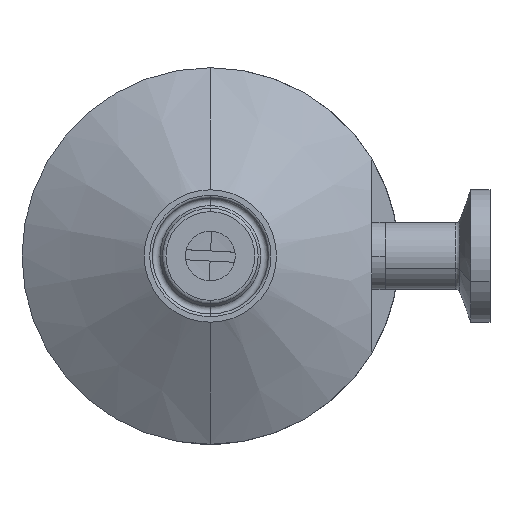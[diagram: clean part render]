
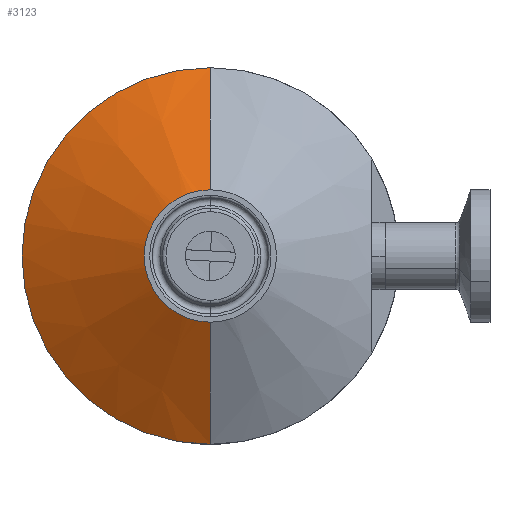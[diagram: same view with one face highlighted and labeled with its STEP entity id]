
A CAD part, front view. The second image highlights one B-rep face of the part: STEP entity #3123.
In plain terms, the highlighted conical face has half-angle 60 degrees and reference radius 35.56 mm.
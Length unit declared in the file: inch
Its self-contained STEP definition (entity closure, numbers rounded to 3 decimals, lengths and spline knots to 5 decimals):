
#199 = CARTESIAN_POINT ( 'NONE',  ( 0., 0.516, -0.375 ) ) ;
#544 = ORIENTED_EDGE ( 'NONE', *, *, #4160, .T. ) ;
#551 = CARTESIAN_POINT ( 'NONE',  ( 0., 1.10778, 1.4 ) ) ;
#610 = LINE ( 'NONE', #2188, #756 ) ;
#711 = DIRECTION ( 'NONE',  ( 0., 1., 0. ) ) ;
#756 = VECTOR ( 'NONE', #2657, 39.37008 ) ;
#784 = DIRECTION ( 'NONE',  ( 0., 0., 1. ) ) ;
#1269 = VERTEX_POINT ( 'NONE', #1697 ) ;
#1336 = DIRECTION ( 'NONE',  ( 0., 0.5, -0.866 ) ) ;
#1697 = CARTESIAN_POINT ( 'NONE',  ( 0., 0.516, 0.375 ) ) ;
#1828 = CARTESIAN_POINT ( 'NONE',  ( 0., 1.10778, 0. ) ) ;
#1829 = ORIENTED_EDGE ( 'NONE', *, *, #5247, .T. ) ;
#1859 = ORIENTED_EDGE ( 'NONE', *, *, #3070, .F. ) ;
#2144 = CARTESIAN_POINT ( 'NONE',  ( 0., 0.516, 0. ) ) ;
#2188 = CARTESIAN_POINT ( 'NONE',  ( 0., 1.10778, 1.4 ) ) ;
#2255 = CARTESIAN_POINT ( 'NONE',  ( 0., 1.10778, -1.4 ) ) ;
#2448 = ORIENTED_EDGE ( 'NONE', *, *, #5839, .F. ) ;
#2559 = LINE ( 'NONE', #4642, #3401 ) ;
#2657 = DIRECTION ( 'NONE',  ( 0., 0.5, 0.866 ) ) ;
#2782 = DIRECTION ( 'NONE',  ( 0., 0., 1. ) ) ;
#2822 = AXIS2_PLACEMENT_3D ( 'NONE', #2144, #711, #5064 ) ;
#3070 = EDGE_CURVE ( 'NONE', #4491, #3078, #2559, .T. ) ;
#3078 = VERTEX_POINT ( 'NONE', #2255 ) ;
#3123 = ADVANCED_FACE ( 'NONE', ( #3311 ), #5266, .T. ) ;
#3311 = FACE_OUTER_BOUND ( 'NONE', #5181, .T. ) ;
#3401 = VECTOR ( 'NONE', #1336, 39.37008 ) ;
#3601 = AXIS2_PLACEMENT_3D ( 'NONE', #1828, #5182, #2782 ) ;
#3689 = AXIS2_PLACEMENT_3D ( 'NONE', #6082, #4678, #784 ) ;
#3804 = VERTEX_POINT ( 'NONE', #551 ) ;
#4160 = EDGE_CURVE ( 'NONE', #1269, #3804, #610, .T. ) ;
#4491 = VERTEX_POINT ( 'NONE', #199 ) ;
#4642 = CARTESIAN_POINT ( 'NONE',  ( 0., 1.10778, -1.4 ) ) ;
#4678 = DIRECTION ( 'NONE',  ( 0., 1., 0. ) ) ;
#5064 = DIRECTION ( 'NONE',  ( 0., 0., 1. ) ) ;
#5181 = EDGE_LOOP ( 'NONE', ( #1859, #1829, #544, #2448 ) ) ;
#5182 = DIRECTION ( 'NONE',  ( 0., 1., 0. ) ) ;
#5247 = EDGE_CURVE ( 'NONE', #4491, #1269, #5699, .T. ) ;
#5266 = CONICAL_SURFACE ( 'NONE', #3689, 1.4, 1.047 ) ;
#5699 = CIRCLE ( 'NONE', #2822, 0.375 ) ;
#5839 = EDGE_CURVE ( 'NONE', #3078, #3804, #5847, .T. ) ;
#5847 = CIRCLE ( 'NONE', #3601, 1.4 ) ;
#6082 = CARTESIAN_POINT ( 'NONE',  ( 0., 1.10778, 0. ) ) ;
